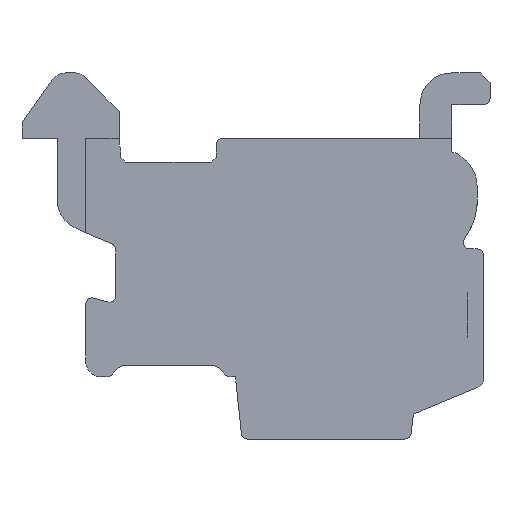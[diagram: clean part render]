
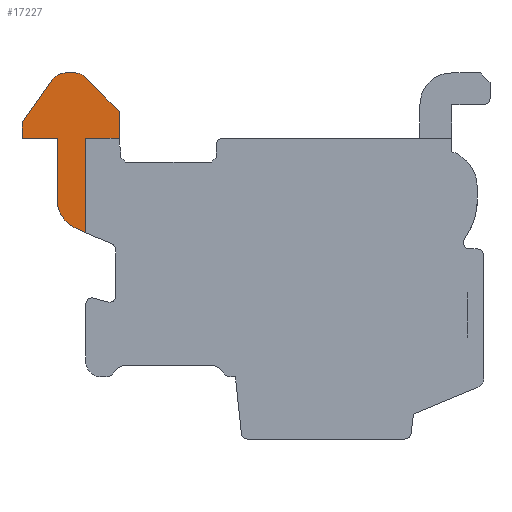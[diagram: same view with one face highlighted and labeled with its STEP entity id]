
A CAD part, front view. The second image highlights one B-rep face of the part: STEP entity #17227.
In plain terms, the highlighted planar face has unit normal (0, -1, 0).
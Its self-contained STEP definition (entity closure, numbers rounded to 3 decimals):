
#388=DIRECTION('',(-1.,0.,0.));
#389=VECTOR('',#388,1.05);
#390=CARTESIAN_POINT('',(-4.32,-76.6,3.48));
#391=LINE('',#390,#389);
#2752=DIRECTION('',(0.,0.,1.));
#2753=VECTOR('',#2752,2.964);
#2754=CARTESIAN_POINT('',(-5.37,-76.6,
0.516));
#2755=LINE('',#2754,#2753);
#5000=DIRECTION('',(0.916,0.,-0.401));
#5001=VECTOR('',#5000,0.326);
#5002=CARTESIAN_POINT('',(-5.669,-76.6,
0.647));
#5003=LINE('',#5002,#5001);
#5964=DIRECTION('',(-1.,0.,0.));
#5965=VECTOR('',#5964,1.1);
#5966=CARTESIAN_POINT('',(-6.27,-76.6,3.48));
#5967=LINE('',#5966,#5965);
#6228=DIRECTION('',(0.,0.,1.));
#6229=VECTOR('',#6228,1.916);
#6230=CARTESIAN_POINT('',(-6.27,-76.6,1.564));
#6231=LINE('',#6230,#6229);
#6534=CARTESIAN_POINT('',(-5.27,-76.6,1.564));
#6535=DIRECTION('',(0.,1.,0.));
#6536=DIRECTION('',(-0.399,0.,-0.917));
#6537=AXIS2_PLACEMENT_3D('',#6534,#6535,#6536);
#6556=DIRECTION('',(0.,0.,-1.));
#6557=VECTOR('',#6556,0.85);
#6558=CARTESIAN_POINT('',(-4.32,-76.6,4.33));
#6559=LINE('',#6558,#6557);
#7164=DIRECTION('',(0.707,0.,-0.707));
#7165=VECTOR('',#7164,1.527);
#7166=CARTESIAN_POINT('',(-5.4,-76.6,5.41));
#7167=LINE('',#7166,#7165);
#7470=CARTESIAN_POINT('',(-5.686,-76.6,5.13));
#7471=DIRECTION('',(0.,1.,0.));
#7472=DIRECTION('',(0.,0.,1.));
#7473=AXIS2_PLACEMENT_3D('',#7470,#7471,#7472);
#7736=DIRECTION('',(1.,0.,0.));
#7737=VECTOR('',#7736,0.32);
#7738=CARTESIAN_POINT('',(-6.006,-76.6,5.53));
#7739=LINE('',#7738,#7737);
#8042=CARTESIAN_POINT('',(-6.006,-76.6,5.03));
#8043=DIRECTION('',(0.,1.,0.));
#8044=DIRECTION('',(-0.815,0.,0.58));
#8045=AXIS2_PLACEMENT_3D('',#8042,#8043,#8044);
#8308=DIRECTION('',(0.575,0.,0.818));
#8309=VECTOR('',#8308,1.663);
#8310=CARTESIAN_POINT('',(-7.37,-76.6,3.96));
#8311=LINE('',#8310,#8309);
#8572=DIRECTION('',(0.,0.,1.));
#8573=VECTOR('',#8572,0.48);
#8574=CARTESIAN_POINT('',(-7.37,-76.6,3.48));
#8575=LINE('',#8574,#8573);
#13622=CARTESIAN_POINT('',(-7.37,-76.6,3.48));
#13623=CARTESIAN_POINT('',(-7.37,-76.6,3.96));
#13624=VERTEX_POINT('',#13622);
#13625=VERTEX_POINT('',#13623);
#13626=CARTESIAN_POINT('',(-6.413,-76.6,5.32));
#13627=VERTEX_POINT('',#13626);
#13628=CARTESIAN_POINT('',(-6.006,-76.6,5.53));
#13629=VERTEX_POINT('',#13628);
#13630=CARTESIAN_POINT('',(-5.686,-76.6,5.53));
#13631=VERTEX_POINT('',#13630);
#13632=CARTESIAN_POINT('',(-5.4,-76.6,5.41));
#13633=VERTEX_POINT('',#13632);
#13634=CARTESIAN_POINT('',(-4.32,-76.6,4.33));
#13635=VERTEX_POINT('',#13634);
#13636=CARTESIAN_POINT('',(-4.32,-76.6,3.48));
#13637=VERTEX_POINT('',#13636);
#14115=CARTESIAN_POINT('',(-5.37,-76.6,
0.516));
#14116=CARTESIAN_POINT('',(-5.37,-76.6,3.48));
#14117=VERTEX_POINT('',#14115);
#14118=VERTEX_POINT('',#14116);
#14123=CARTESIAN_POINT('',(-5.669,-76.6,
0.647));
#14124=VERTEX_POINT('',#14123);
#14125=CARTESIAN_POINT('',(-6.27,-76.6,
1.564));
#14126=VERTEX_POINT('',#14125);
#14127=CARTESIAN_POINT('',(-6.27,-76.6,3.48));
#14128=VERTEX_POINT('',#14127);
#17196=CARTESIAN_POINT('',(7.33,-76.6,5.53));
#17197=DIRECTION('',(0.,-1.,0.));
#17198=DIRECTION('',(0.,0.,-1.));
#17199=AXIS2_PLACEMENT_3D('',#17196,#17197,#17198);
#17200=PLANE('',#17199);
#17201=ORIENTED_EDGE('',*,*,#15750,.T.);
#17202=ORIENTED_EDGE('',*,*,#17163,.F.);
#17204=ORIENTED_EDGE('',*,*,#17203,.F.);
#17206=ORIENTED_EDGE('',*,*,#17205,.T.);
#17208=ORIENTED_EDGE('',*,*,#17207,.T.);
#17210=ORIENTED_EDGE('',*,*,#17209,.T.);
#17212=ORIENTED_EDGE('',*,*,#17211,.T.);
#17214=ORIENTED_EDGE('',*,*,#17213,.T.);
#17216=ORIENTED_EDGE('',*,*,#17215,.T.);
#17218=ORIENTED_EDGE('',*,*,#17217,.T.);
#17220=ORIENTED_EDGE('',*,*,#17219,.T.);
#17222=ORIENTED_EDGE('',*,*,#17221,.T.);
#17224=ORIENTED_EDGE('',*,*,#17223,.T.);
#17225=EDGE_LOOP('',(#17201,#17202,#17204,#17206,#17208,#17210,#17212,#17214,
#17216,#17218,#17220,#17222,#17224));
#17226=FACE_OUTER_BOUND('',#17225,.F.);
#17227=ADVANCED_FACE('',(#17226),#17200,.T.);
#6538=CIRCLE('',#6537,1.);
#7474=CIRCLE('',#7473,0.4);
#8046=CIRCLE('',#8045,0.5);
#15750=EDGE_CURVE('',#13637,#14118,#391,.T.);
#17163=EDGE_CURVE('',#14117,#14118,#2755,.T.);
#17203=EDGE_CURVE('',#14124,#14117,#5003,.T.);
#17205=EDGE_CURVE('',#14124,#14126,#6538,.T.);
#17207=EDGE_CURVE('',#14126,#14128,#6231,.T.);
#17209=EDGE_CURVE('',#14128,#13624,#5967,.T.);
#17211=EDGE_CURVE('',#13624,#13625,#8575,.T.);
#17213=EDGE_CURVE('',#13625,#13627,#8311,.T.);
#17215=EDGE_CURVE('',#13627,#13629,#8046,.T.);
#17217=EDGE_CURVE('',#13629,#13631,#7739,.T.);
#17219=EDGE_CURVE('',#13631,#13633,#7474,.T.);
#17221=EDGE_CURVE('',#13633,#13635,#7167,.T.);
#17223=EDGE_CURVE('',#13635,#13637,#6559,.T.);
